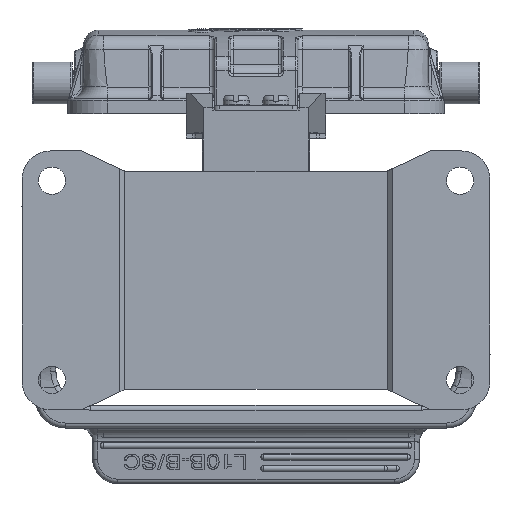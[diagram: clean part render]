
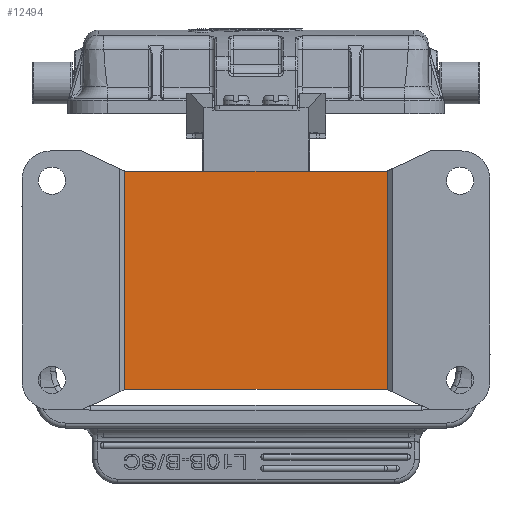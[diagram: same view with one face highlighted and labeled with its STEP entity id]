
A CAD part, front view. The second image highlights one B-rep face of the part: STEP entity #12494.
In plain terms, the highlighted planar face has unit normal (0, -1, 0).
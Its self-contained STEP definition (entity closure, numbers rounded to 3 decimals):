
#5079=B_SPLINE_CURVE_WITH_KNOTS('',3,(#87644,#87645,#87646,#87647,#87648,
#87649,#87650),.UNSPECIFIED.,.F.,.F.,(4,3,4),(0.,0.03,1.),
 .UNSPECIFIED.);
#5095=B_SPLINE_CURVE_WITH_KNOTS('',3,(#87938,#87939,#87940,#87941),
 .UNSPECIFIED.,.F.,.F.,(4,4),(0.,1.),.UNSPECIFIED.);
#5097=B_SPLINE_CURVE_WITH_KNOTS('',3,(#87948,#87949,#87950,#87951,#87952,
#87953,#87954,#87955,#87956,#87957),.UNSPECIFIED.,.F.,.F.,(4,3,3,4),(0.,
0.03,0.97,1.),.UNSPECIFIED.);
#5100=B_SPLINE_CURVE_WITH_KNOTS('',3,(#87996,#87997,#87998,#87999,#88000,
#88001,#88002),.UNSPECIFIED.,.F.,.F.,(4,3,4),(0.,0.03,1.),
 .UNSPECIFIED.);
#5102=B_SPLINE_CURVE_WITH_KNOTS('',3,(#88009,#88010,#88011,#88012,#88013,
#88014,#88015),.UNSPECIFIED.,.F.,.F.,(4,3,4),(0.,0.969,1.),
 .UNSPECIFIED.);
#5103=B_SPLINE_CURVE_WITH_KNOTS('',3,(#88018,#88019,#88020,#88021),
 .UNSPECIFIED.,.F.,.F.,(4,4),(0.,1.),.UNSPECIFIED.);
#5104=B_SPLINE_CURVE_WITH_KNOTS('',3,(#88022,#88023,#88024,#88025),
 .UNSPECIFIED.,.F.,.F.,(4,4),(0.,1.),.UNSPECIFIED.);
#5105=B_SPLINE_CURVE_WITH_KNOTS('',3,(#88026,#88027,#88028,#88029),
 .UNSPECIFIED.,.F.,.F.,(4,4),(0.,1.),.UNSPECIFIED.);
#12494=ADVANCED_FACE('',(#15739),#13605,.T.);
#13605=PLANE('',#45988);
#15739=FACE_OUTER_BOUND('',#18350,.T.);
#18350=EDGE_LOOP('',(#29182,#29183,#29184,#29185,#29186,#29187,#29188,#29189));
#29182=ORIENTED_EDGE('',*,*,#40790,.F.);
#29183=ORIENTED_EDGE('',*,*,#40791,.T.);
#29184=ORIENTED_EDGE('',*,*,#40788,.F.);
#29185=ORIENTED_EDGE('',*,*,#40792,.F.);
#29186=ORIENTED_EDGE('',*,*,#40771,.F.);
#29187=ORIENTED_EDGE('',*,*,#40769,.F.);
#29188=ORIENTED_EDGE('',*,*,#40655,.F.);
#29189=ORIENTED_EDGE('',*,*,#40793,.F.);
#34759=VERTEX_POINT('',#87643);
#34760=VERTEX_POINT('',#87651);
#34847=VERTEX_POINT('',#87942);
#34848=VERTEX_POINT('',#87958);
#34859=VERTEX_POINT('',#87995);
#34860=VERTEX_POINT('',#88003);
#34861=VERTEX_POINT('',#88016);
#34862=VERTEX_POINT('',#88017);
#40655=EDGE_CURVE('',#34759,#34760,#5079,.T.);
#40769=EDGE_CURVE('',#34760,#34847,#5095,.T.);
#40771=EDGE_CURVE('',#34847,#34848,#5097,.T.);
#40788=EDGE_CURVE('',#34859,#34860,#5100,.T.);
#40790=EDGE_CURVE('',#34861,#34862,#5102,.T.);
#40791=EDGE_CURVE('',#34861,#34860,#5103,.T.);
#40792=EDGE_CURVE('',#34848,#34859,#5104,.T.);
#40793=EDGE_CURVE('',#34862,#34759,#5105,.T.);
#45988=AXIS2_PLACEMENT_3D('',#88030,#54398,#54399);
#54398=DIRECTION('',(0.,-1.,0.));
#54399=DIRECTION('',(-1.,0.,0.));
#87643=CARTESIAN_POINT('',(52.073,50.375,18.593));
#87644=CARTESIAN_POINT('',(52.073,50.375,18.592));
#87645=CARTESIAN_POINT('',(52.073,50.375,18.592));
#87646=CARTESIAN_POINT('',(52.073,50.375,18.593));
#87647=CARTESIAN_POINT('',(52.073,50.375,18.593));
#87648=CARTESIAN_POINT('',(52.067,50.375,18.595));
#87649=CARTESIAN_POINT('',(52.061,50.375,18.598));
#87650=CARTESIAN_POINT('',(52.055,50.375,18.601));
#87651=CARTESIAN_POINT('',(52.055,50.375,18.601));
#87938=CARTESIAN_POINT('',(52.055,50.375,18.601));
#87939=CARTESIAN_POINT('',(34.487,50.375,18.601));
#87940=CARTESIAN_POINT('',(16.918,50.375,18.601));
#87941=CARTESIAN_POINT('',(-0.65,50.375,18.601));
#87942=CARTESIAN_POINT('',(-0.65,50.375,18.601));
#87948=CARTESIAN_POINT('',(-0.649,50.375,18.601));
#87949=CARTESIAN_POINT('',(-0.65,50.375,18.601));
#87950=CARTESIAN_POINT('',(-0.65,50.375,18.601));
#87951=CARTESIAN_POINT('',(-0.65,50.375,18.601));
#87952=CARTESIAN_POINT('',(-0.656,50.375,18.598));
#87953=CARTESIAN_POINT('',(-0.661,50.375,18.596));
#87954=CARTESIAN_POINT('',(-0.667,50.375,18.593));
#87955=CARTESIAN_POINT('',(-0.667,50.375,18.593));
#87956=CARTESIAN_POINT('',(-0.667,50.375,18.593));
#87957=CARTESIAN_POINT('',(-0.668,50.375,18.593));
#87958=CARTESIAN_POINT('',(-0.668,50.375,18.593));
#87995=CARTESIAN_POINT('',(-0.668,50.375,62.442));
#87996=CARTESIAN_POINT('',(-0.668,50.375,62.442));
#87997=CARTESIAN_POINT('',(-0.668,50.375,62.442));
#87998=CARTESIAN_POINT('',(-0.668,50.375,62.442));
#87999=CARTESIAN_POINT('',(-0.667,50.375,62.442));
#88000=CARTESIAN_POINT('',(-0.662,50.375,62.439));
#88001=CARTESIAN_POINT('',(-0.656,50.375,62.436));
#88002=CARTESIAN_POINT('',(-0.65,50.375,62.434));
#88003=CARTESIAN_POINT('',(-0.65,50.375,62.434));
#88009=CARTESIAN_POINT('',(52.055,50.375,62.434));
#88010=CARTESIAN_POINT('',(52.061,50.375,62.436));
#88011=CARTESIAN_POINT('',(52.066,50.375,62.439));
#88012=CARTESIAN_POINT('',(52.072,50.375,62.442));
#88013=CARTESIAN_POINT('',(52.072,50.375,62.442));
#88014=CARTESIAN_POINT('',(52.072,50.375,62.442));
#88015=CARTESIAN_POINT('',(52.073,50.375,62.442));
#88016=CARTESIAN_POINT('',(52.055,50.375,62.434));
#88017=CARTESIAN_POINT('',(52.073,50.375,62.442));
#88018=CARTESIAN_POINT('',(52.055,50.375,62.434));
#88019=CARTESIAN_POINT('',(34.487,50.375,62.434));
#88020=CARTESIAN_POINT('',(16.918,50.375,62.434));
#88021=CARTESIAN_POINT('',(-0.65,50.375,62.434));
#88022=CARTESIAN_POINT('',(-0.668,50.376,18.593));
#88023=CARTESIAN_POINT('',(-0.668,50.376,33.209));
#88024=CARTESIAN_POINT('',(-0.668,50.376,47.826));
#88025=CARTESIAN_POINT('',(-0.668,50.376,62.442));
#88026=CARTESIAN_POINT('',(52.073,50.376,62.442));
#88027=CARTESIAN_POINT('',(52.073,50.376,47.825));
#88028=CARTESIAN_POINT('',(52.073,50.376,33.209));
#88029=CARTESIAN_POINT('',(52.073,50.376,18.593));
#88030=CARTESIAN_POINT('',(25.703,50.375,40.517));
